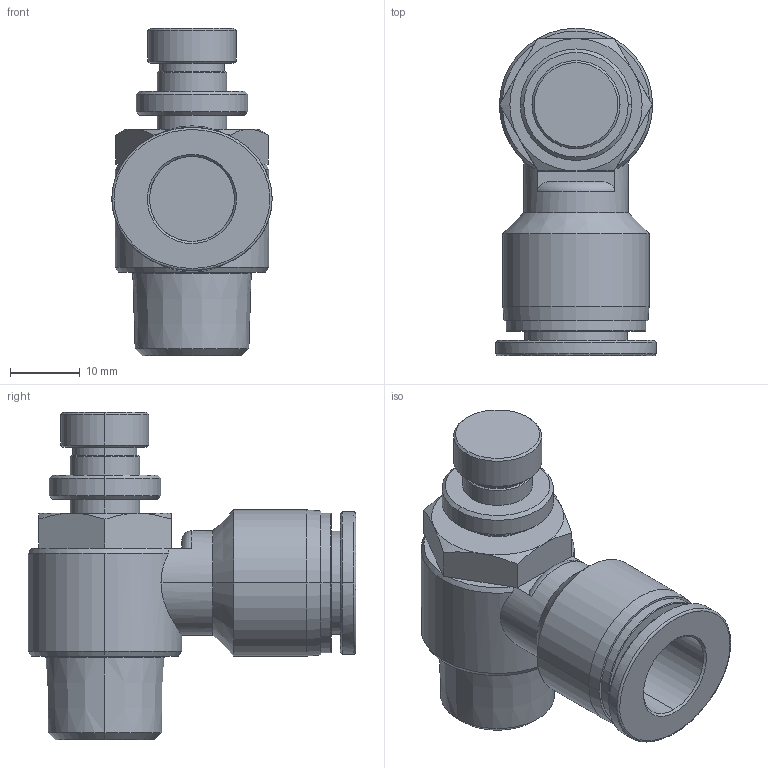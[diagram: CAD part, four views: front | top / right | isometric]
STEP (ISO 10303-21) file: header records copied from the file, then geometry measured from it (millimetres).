
FILE_DESCRIPTION((''),'2;1');
FILE_NAME('NSE1203-mdt.stp','2017-07-22T08:52:45',(''),(''),'Mechanical Desktop 2009','Mechanical Desktop 2009',', , ');
FILE_SCHEMA(('CONFIG_CONTROL_DESIGN'));
Length unit declared in the file: millimetre
Products named in the file (7): NSE1203-MDTA; NSE1203-MDT; R03; R02; NSE; COLLAR-06L; COLLAR-12L
Assembly tree (11 placements, depth 3):
  NSE1203-MDTA
    NSE1203-MDT
    R03  x2
    R02  x2
    NSE  x3
      COLLAR-06L
      R03
    COLLAR-12L
Bounding box: 23 x 47 x 47 mm (x, y, z)
Volume: 16653.8 mm3; surface area: 6616.6 mm2
Topology: 1 solids, 1 shells, 91 faces, 195 edges, 116 vertices
Faces by surface type: plane 32, cone 27, cylinder 24, bspline 5, torus 3
Entity records: 3626 total; most frequent: CARTESIAN_POINT 1467, DIRECTION 451, ORIENTED_EDGE 390, EDGE_CURVE 195, AXIS2_PLACEMENT_3D 188, VERTEX_POINT 116, EDGE_LOOP 101, FACE_OUTER_BOUND 91
